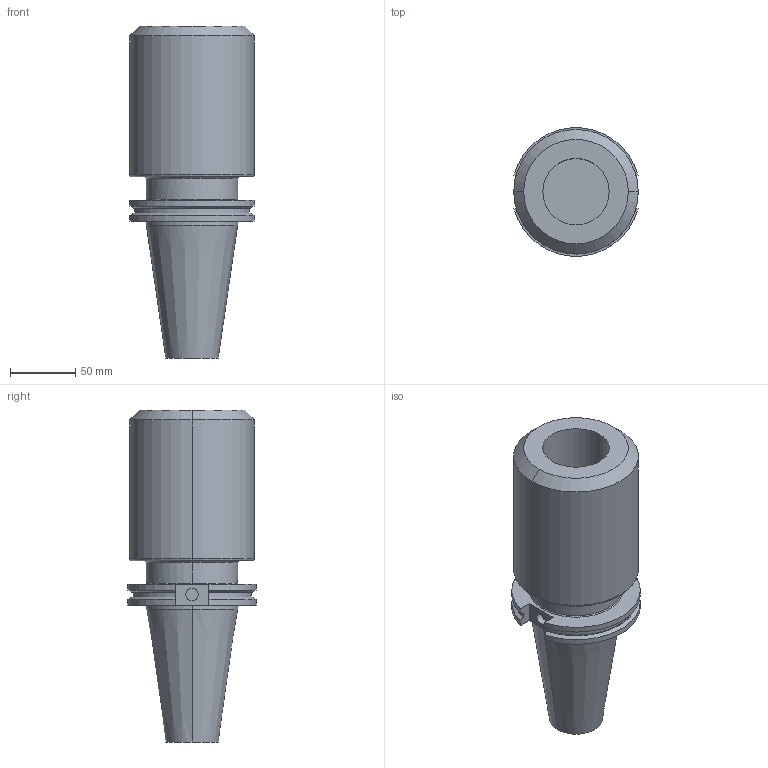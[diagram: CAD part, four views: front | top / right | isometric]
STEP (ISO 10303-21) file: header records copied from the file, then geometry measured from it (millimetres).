
FILE_DESCRIPTION (( 'STEP AP203' ), '1' );
FILE_NAME ('STP-22951.STEP', '2018-08-09T06:29:59', ( '' ), ( '' ), 'SwSTEP 2.0', 'SolidWorks 2015', '' );
FILE_SCHEMA (( 'CONFIG_CONTROL_DESIGN' ));
Length unit declared in the file: millimetre
Products named in the file (1): STP-22951
Bounding box: 95.25 x 98.05 x 254 mm (x, y, z)
Volume: 1042675.8 mm3; surface area: 98713.6 mm2
Topology: 1 solids, 1 shells, 60 faces, 141 edges, 87 vertices
Faces by surface type: cylinder 22, plane 18, cone 14, torus 5, bspline 1
Entity records: 1840 total; most frequent: CARTESIAN_POINT 362, DIRECTION 314, ORIENTED_EDGE 278, EDGE_CURVE 139, AXIS2_PLACEMENT_3D 125, VERTEX_POINT 87, EDGE_LOOP 66, CIRCLE 65
